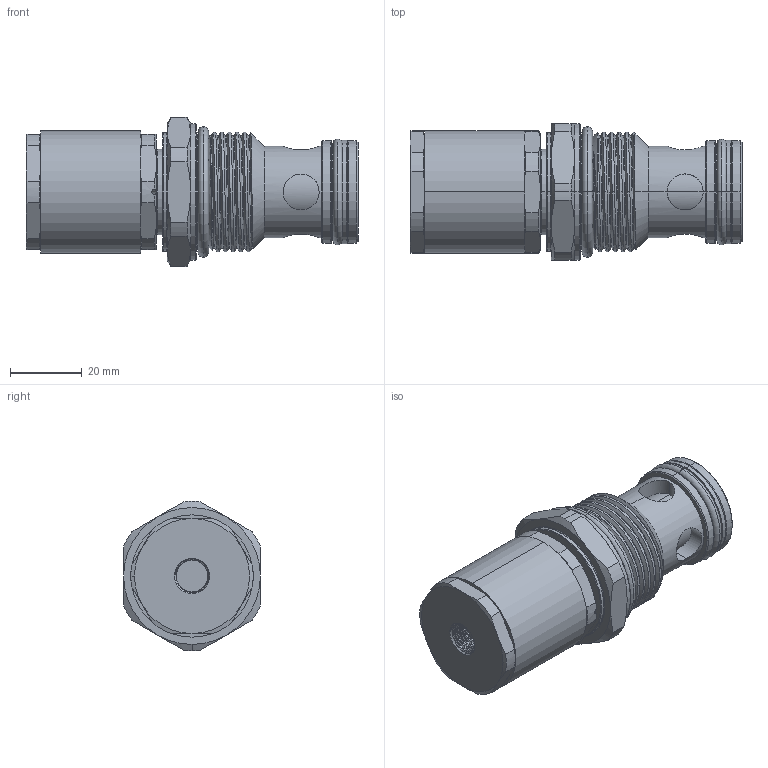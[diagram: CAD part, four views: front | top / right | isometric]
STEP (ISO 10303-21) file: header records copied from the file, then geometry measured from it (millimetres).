
FILE_DESCRIPTION (( 'STEP AP214' ), '1' );
FILE_NAME ('AP16W22.STEP', '2016-04-12T06:03:08', ( '' ), ( '' ), 'SwSTEP 2.0', 'SolidWorks 2012', '' );
FILE_SCHEMA (( 'AUTOMOTIVE_DESIGN' ));
Length unit declared in the file: millimetre
Products named in the file (1): AP16W22
Bounding box: 92.25 x 38 x 41.5 mm (x, y, z)
Volume: 70937.9 mm3; surface area: 17112.5 mm2
Topology: 4 solids, 4 shells, 211 faces, 503 edges, 311 vertices
Faces by surface type: cylinder 89, cone 54, plane 36, torus 26, bspline 6
Entity records: 10269 total; most frequent: CARTESIAN_POINT 5585, ORIENTED_EDGE 1006, DIRECTION 937, EDGE_CURVE 503, AXIS2_PLACEMENT_3D 406, VERTEX_POINT 311, EDGE_LOOP 228, FACE_OUTER_BOUND 211
